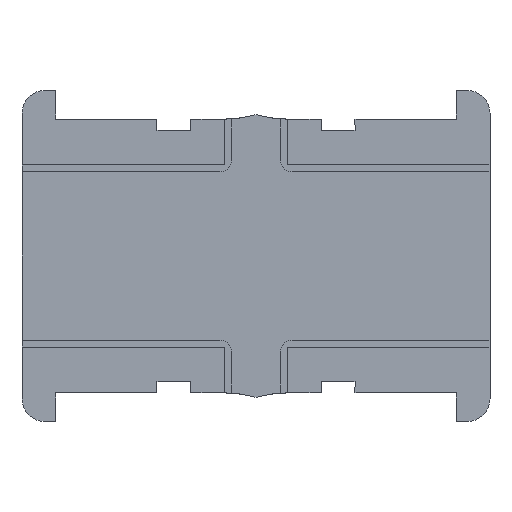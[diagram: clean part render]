
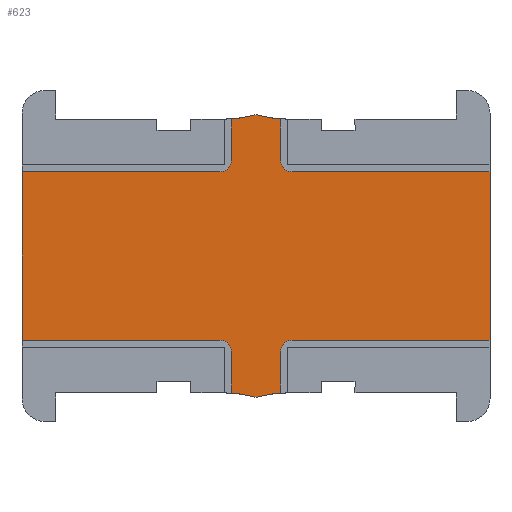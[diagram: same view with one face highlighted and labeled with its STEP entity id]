
A CAD part, front view. The second image highlights one B-rep face of the part: STEP entity #623.
In plain terms, the highlighted planar face has unit normal (0, -1, 0).
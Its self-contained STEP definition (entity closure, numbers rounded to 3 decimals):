
#10 = CARTESIAN_POINT ( 'NONE',  ( 28., -0.345, -221.711 ) ) ;
#13 = AXIS2_PLACEMENT_3D ( 'NONE', #2358, #104, #835 ) ;
#28 = CARTESIAN_POINT ( 'NONE',  ( 32., -0.345, -74.916 ) ) ;
#38 = LINE ( 'NONE', #2041, #729 ) ;
#41 = VERTEX_POINT ( 'NONE', #2088 ) ;
#45 = AXIS2_PLACEMENT_3D ( 'NONE', #10, #1663, #2010 ) ;
#104 = DIRECTION ( 'NONE',  ( 0., 1., 0. ) ) ;
#128 = CARTESIAN_POINT ( 'NONE',  ( -208., -0.345, 74.916 ) ) ;
#139 = EDGE_CURVE ( 'NONE', #901, #564, #2036, .T. ) ;
#155 = ORIENTED_EDGE ( 'NONE', *, *, #218, .T. ) ;
#168 = CARTESIAN_POINT ( 'NONE',  ( -22., -0.345, 84.916 ) ) ;
#194 = DIRECTION ( 'NONE',  ( 0., 0., 1. ) ) ;
#196 = DIRECTION ( 'NONE',  ( 0., 0., 1. ) ) ;
#218 = EDGE_CURVE ( 'NONE', #1361, #987, #906, .T. ) ;
#225 = CARTESIAN_POINT ( 'NONE',  ( 28., -0.345, 221.711 ) ) ;
#232 = CIRCLE ( 'NONE', #1576, 10. ) ;
#234 = DIRECTION ( 'NONE',  ( 0., 0., 1. ) ) ;
#240 = AXIS2_PLACEMENT_3D ( 'NONE', #2103, #1595, #234 ) ;
#289 = ORIENTED_EDGE ( 'NONE', *, *, #1068, .F. ) ;
#307 = DIRECTION ( 'NONE',  ( 0., 0., 1. ) ) ;
#313 = DIRECTION ( 'NONE',  ( 0., -1., 0. ) ) ;
#319 = DIRECTION ( 'NONE',  ( 0., 0., 1. ) ) ;
#344 = CARTESIAN_POINT ( 'NONE',  ( -208., -0.345, -74.916 ) ) ;
#382 = CARTESIAN_POINT ( 'NONE',  ( -32., -0.345, 74.916 ) ) ;
#386 = ORIENTED_EDGE ( 'NONE', *, *, #582, .T. ) ;
#419 = VERTEX_POINT ( 'NONE', #1004 ) ;
#455 = VERTEX_POINT ( 'NONE', #2106 ) ;
#490 = CARTESIAN_POINT ( 'NONE',  ( -28., -0.345, 221.711 ) ) ;
#503 = CARTESIAN_POINT ( 'NONE',  ( -32., -0.345, -74.916 ) ) ;
#510 = VECTOR ( 'NONE', #1887, 1000. ) ;
#536 = EDGE_CURVE ( 'NONE', #1758, #455, #856, .T. ) ;
#546 = CARTESIAN_POINT ( 'NONE',  ( -22., -0.345, 121.891 ) ) ;
#560 = ORIENTED_EDGE ( 'NONE', *, *, #960, .F. ) ;
#564 = VERTEX_POINT ( 'NONE', #28 ) ;
#572 = DIRECTION ( 'NONE',  ( 1., 0., 0. ) ) ;
#576 = DIRECTION ( 'NONE',  ( 0., 1., 0. ) ) ;
#582 = EDGE_CURVE ( 'NONE', #1227, #932, #1166, .T. ) ;
#587 = LINE ( 'NONE', #1086, #1773 ) ;
#623 = ADVANCED_FACE ( 'NONE', ( #1232 ), #1402, .F. ) ;
#645 = EDGE_CURVE ( 'NONE', #1361, #2342, #2331, .T. ) ;
#653 = LINE ( 'NONE', #2139, #1462 ) ;
#658 = ORIENTED_EDGE ( 'NONE', *, *, #1113, .F. ) ;
#679 = DIRECTION ( 'NONE',  ( 0., 1., 0. ) ) ;
#692 = ORIENTED_EDGE ( 'NONE', *, *, #645, .F. ) ;
#698 = ORIENTED_EDGE ( 'NONE', *, *, #2072, .F. ) ;
#711 = DIRECTION ( 'NONE',  ( -1., 0., 0. ) ) ;
#719 = LINE ( 'NONE', #912, #736 ) ;
#723 = DIRECTION ( 'NONE',  ( 0., 0., -1. ) ) ;
#729 = VECTOR ( 'NONE', #723, 1000. ) ;
#730 = ORIENTED_EDGE ( 'NONE', *, *, #777, .T. ) ;
#736 = VECTOR ( 'NONE', #2023, 1000. ) ;
#743 = CARTESIAN_POINT ( 'NONE',  ( 32., -0.345, 74.916 ) ) ;
#747 = AXIS2_PLACEMENT_3D ( 'NONE', #926, #1859, #194 ) ;
#767 = LINE ( 'NONE', #1139, #510 ) ;
#777 = EDGE_CURVE ( 'NONE', #2382, #1227, #895, .T. ) ;
#783 = ORIENTED_EDGE ( 'NONE', *, *, #2156, .T. ) ;
#835 = DIRECTION ( 'NONE',  ( 0., 0., 1. ) ) ;
#842 = CIRCLE ( 'NONE', #45, 100. ) ;
#856 = CIRCLE ( 'NONE', #1479, 100. ) ;
#895 = LINE ( 'NONE', #344, #1902 ) ;
#901 = VERTEX_POINT ( 'NONE', #1407 ) ;
#906 = LINE ( 'NONE', #2016, #1202 ) ;
#909 = VERTEX_POINT ( 'NONE', #128 ) ;
#912 = CARTESIAN_POINT ( 'NONE',  ( -208., -0.345, 147. ) ) ;
#926 = CARTESIAN_POINT ( 'NONE',  ( -32., -0.345, -84.916 ) ) ;
#929 = CARTESIAN_POINT ( 'NONE',  ( 32., -0.345, -84.916 ) ) ;
#932 = VERTEX_POINT ( 'NONE', #1235 ) ;
#941 = AXIS2_PLACEMENT_3D ( 'NONE', #490, #313, #1620 ) ;
#960 = EDGE_CURVE ( 'NONE', #41, #2115, #842, .T. ) ;
#979 = EDGE_CURVE ( 'NONE', #2382, #909, #719, .T. ) ;
#987 = VERTEX_POINT ( 'NONE', #743 ) ;
#1004 = CARTESIAN_POINT ( 'NONE',  ( -22., -0.345, -121.891 ) ) ;
#1006 = VERTEX_POINT ( 'NONE', #546 ) ;
#1014 = VERTEX_POINT ( 'NONE', #382 ) ;
#1044 = ORIENTED_EDGE ( 'NONE', *, *, #2159, .T. ) ;
#1065 = ORIENTED_EDGE ( 'NONE', *, *, #1822, .T. ) ;
#1068 = EDGE_CURVE ( 'NONE', #909, #1014, #1444, .T. ) ;
#1073 = ORIENTED_EDGE ( 'NONE', *, *, #1799, .T. ) ;
#1086 = CARTESIAN_POINT ( 'NONE',  ( 22., -0.345, 74.916 ) ) ;
#1090 = EDGE_CURVE ( 'NONE', #1795, #1014, #232, .T. ) ;
#1101 = DIRECTION ( 'NONE',  ( 0., 1., 0. ) ) ;
#1113 = EDGE_CURVE ( 'NONE', #2342, #564, #1565, .T. ) ;
#1139 = CARTESIAN_POINT ( 'NONE',  ( 22., -0.345, -74.916 ) ) ;
#1154 = VECTOR ( 'NONE', #1191, 1000. ) ;
#1166 = CIRCLE ( 'NONE', #747, 10. ) ;
#1181 = CARTESIAN_POINT ( 'NONE',  ( -32., -0.345, 84.916 ) ) ;
#1191 = DIRECTION ( 'NONE',  ( -1., 0., 0. ) ) ;
#1194 = VERTEX_POINT ( 'NONE', #1557 ) ;
#1202 = VECTOR ( 'NONE', #711, 1000. ) ;
#1209 = EDGE_CURVE ( 'NONE', #901, #41, #767, .T. ) ;
#1210 = CARTESIAN_POINT ( 'NONE',  ( 0., -0.345, -125.711 ) ) ;
#1218 = DIRECTION ( 'NONE',  ( 0., 0., -1. ) ) ;
#1227 = VERTEX_POINT ( 'NONE', #503 ) ;
#1231 = EDGE_CURVE ( 'NONE', #1006, #455, #1990, .T. ) ;
#1232 = FACE_OUTER_BOUND ( 'NONE', #1790, .T. ) ;
#1235 = CARTESIAN_POINT ( 'NONE',  ( -22., -0.345, -84.916 ) ) ;
#1253 = ORIENTED_EDGE ( 'NONE', *, *, #979, .F. ) ;
#1274 = VECTOR ( 'NONE', #572, 1000. ) ;
#1295 = AXIS2_PLACEMENT_3D ( 'NONE', #929, #1101, #2209 ) ;
#1361 = VERTEX_POINT ( 'NONE', #2033 ) ;
#1375 = DIRECTION ( 'NONE',  ( 0., 0., 1. ) ) ;
#1402 = PLANE ( 'NONE',  #240 ) ;
#1407 = CARTESIAN_POINT ( 'NONE',  ( 22., -0.345, -84.916 ) ) ;
#1444 = LINE ( 'NONE', #1492, #1274 ) ;
#1462 = VECTOR ( 'NONE', #319, 1000. ) ;
#1479 = AXIS2_PLACEMENT_3D ( 'NONE', #225, #576, #2206 ) ;
#1492 = CARTESIAN_POINT ( 'NONE',  ( -208., -0.345, 74.916 ) ) ;
#1557 = CARTESIAN_POINT ( 'NONE',  ( 22., -0.345, 84.916 ) ) ;
#1565 = LINE ( 'NONE', #1687, #1154 ) ;
#1576 = AXIS2_PLACEMENT_3D ( 'NONE', #1181, #1878, #1375 ) ;
#1595 = DIRECTION ( 'NONE',  ( 0., 1., 0. ) ) ;
#1616 = CARTESIAN_POINT ( 'NONE',  ( 22., -0.345, 121.891 ) ) ;
#1620 = DIRECTION ( 'NONE',  ( 0., 0., -1. ) ) ;
#1663 = DIRECTION ( 'NONE',  ( 0., -1., 0. ) ) ;
#1672 = CIRCLE ( 'NONE', #13, 10. ) ;
#1687 = CARTESIAN_POINT ( 'NONE',  ( 208., -0.345, -74.916 ) ) ;
#1758 = VERTEX_POINT ( 'NONE', #1616 ) ;
#1763 = CARTESIAN_POINT ( 'NONE',  ( -28., -0.345, -221.711 ) ) ;
#1773 = VECTOR ( 'NONE', #196, 1000. ) ;
#1790 = EDGE_LOOP ( 'NONE', ( #155, #1044, #1073, #1955, #2031, #698, #2107, #289, #1253, #730, #386, #1065, #783, #560, #2210, #2076, #658, #692 ) ) ;
#1795 = VERTEX_POINT ( 'NONE', #168 ) ;
#1799 = EDGE_CURVE ( 'NONE', #1194, #1758, #587, .T. ) ;
#1822 = EDGE_CURVE ( 'NONE', #932, #419, #38, .T. ) ;
#1859 = DIRECTION ( 'NONE',  ( 0., 1., 0. ) ) ;
#1878 = DIRECTION ( 'NONE',  ( 0., 1., 0. ) ) ;
#1887 = DIRECTION ( 'NONE',  ( 0., 0., -1. ) ) ;
#1902 = VECTOR ( 'NONE', #2354, 1000. ) ;
#1920 = CARTESIAN_POINT ( 'NONE',  ( 208., -0.345, 147. ) ) ;
#1955 = ORIENTED_EDGE ( 'NONE', *, *, #536, .T. ) ;
#1990 = CIRCLE ( 'NONE', #941, 100. ) ;
#2010 = DIRECTION ( 'NONE',  ( 0., 0., 1. ) ) ;
#2016 = CARTESIAN_POINT ( 'NONE',  ( 208., -0.345, 74.916 ) ) ;
#2023 = DIRECTION ( 'NONE',  ( 0., 0., 1. ) ) ;
#2031 = ORIENTED_EDGE ( 'NONE', *, *, #1231, .F. ) ;
#2033 = CARTESIAN_POINT ( 'NONE',  ( 208., -0.345, 74.916 ) ) ;
#2036 = CIRCLE ( 'NONE', #1295, 10. ) ;
#2041 = CARTESIAN_POINT ( 'NONE',  ( -22., -0.345, -74.916 ) ) ;
#2070 = CARTESIAN_POINT ( 'NONE',  ( -208., -0.345, -74.916 ) ) ;
#2072 = EDGE_CURVE ( 'NONE', #1795, #1006, #653, .T. ) ;
#2076 = ORIENTED_EDGE ( 'NONE', *, *, #139, .T. ) ;
#2088 = CARTESIAN_POINT ( 'NONE',  ( 22., -0.345, -121.891 ) ) ;
#2097 = AXIS2_PLACEMENT_3D ( 'NONE', #1763, #679, #307 ) ;
#2103 = CARTESIAN_POINT ( 'NONE',  ( 0., -0.345, 0. ) ) ;
#2106 = CARTESIAN_POINT ( 'NONE',  ( 0., -0.345, 125.711 ) ) ;
#2107 = ORIENTED_EDGE ( 'NONE', *, *, #1090, .T. ) ;
#2115 = VERTEX_POINT ( 'NONE', #1210 ) ;
#2139 = CARTESIAN_POINT ( 'NONE',  ( -22., -0.345, 74.916 ) ) ;
#2156 = EDGE_CURVE ( 'NONE', #419, #2115, #2371, .T. ) ;
#2159 = EDGE_CURVE ( 'NONE', #987, #1194, #1672, .T. ) ;
#2192 = CARTESIAN_POINT ( 'NONE',  ( 208., -0.345, -74.916 ) ) ;
#2206 = DIRECTION ( 'NONE',  ( 0., 0., -1. ) ) ;
#2209 = DIRECTION ( 'NONE',  ( 0., 0., 1. ) ) ;
#2210 = ORIENTED_EDGE ( 'NONE', *, *, #1209, .F. ) ;
#2296 = VECTOR ( 'NONE', #1218, 1000. ) ;
#2331 = LINE ( 'NONE', #1920, #2296 ) ;
#2342 = VERTEX_POINT ( 'NONE', #2192 ) ;
#2354 = DIRECTION ( 'NONE',  ( 1., 0., 0. ) ) ;
#2358 = CARTESIAN_POINT ( 'NONE',  ( 32., -0.345, 84.916 ) ) ;
#2371 = CIRCLE ( 'NONE', #2097, 100. ) ;
#2382 = VERTEX_POINT ( 'NONE', #2070 ) ;
